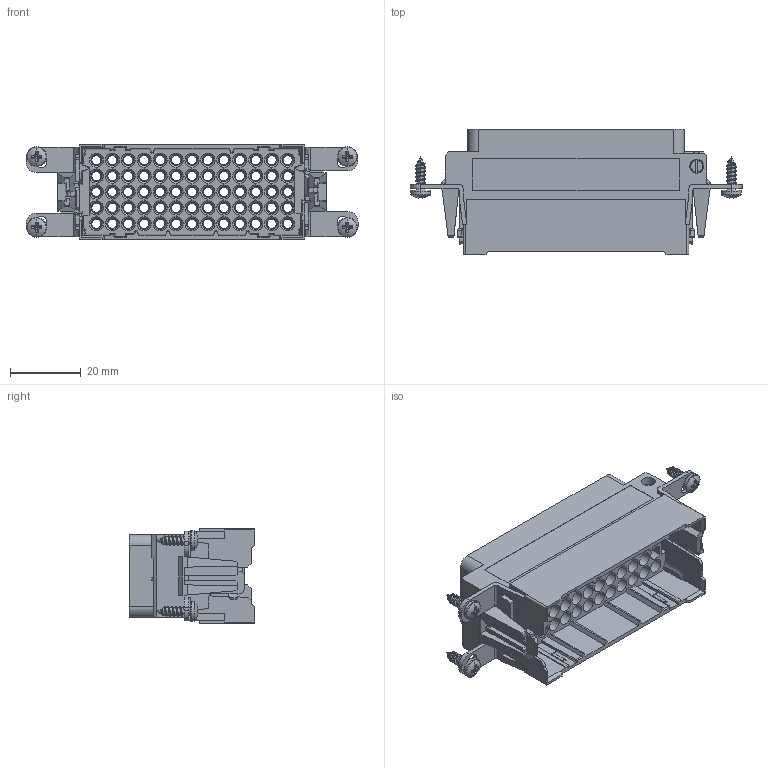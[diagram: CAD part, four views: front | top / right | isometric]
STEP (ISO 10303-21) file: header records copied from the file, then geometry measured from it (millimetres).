
FILE_DESCRIPTION(('Creo Elements/Direct Modeling STEP Export'),'2;1');
FILE_NAME('model.stp','2020-10-30T 6:58:31',(''),(''),'Creo Elements/Direct Modeling STEP processor for AP214 (Solid Model)','Creo Elements/Direct Modeling 20.1A 29-Sep-2018 (C) Parametric Technology GmbH','');
FILE_SCHEMA(('AUTOMOTIVE_DESIGN { 1 0 10303 214 1 1 1 1 }'));
Length unit declared in the file: millimetre
Products named in the file (3): SCHR.BLECH-DIN7981-CH2.9x9.5ZN.4; VC-D4-ST65-PE.; VC-D4-ST65-PE
Assembly tree (5 placements, depth 2):
  VC-D4-ST65-PE
    VC-D4-ST65-PE.
    SCHR.BLECH-DIN7981-CH2.9x9.5ZN.4  x4
Bounding box: 93.8 x 35.5 x 27 mm (x, y, z)
Volume: 24851.9 mm3; surface area: 28744.3 mm2
Topology: 5 solids, 5 shells, 2374 faces, 5995 edges, 3729 vertices
Faces by surface type: plane 1123, cylinder 680, cone 438, bspline 64, extrusion 33, torus 28, sphere 8
Entity records: 95735 total; most frequent: CARTESIAN_POINT 28421, ORIENTED_EDGE 10890, DIRECTION 9495, EDGE_CURVE 5445, VECTOR 3787, LINE 3754, VERTEX_POINT 3390, AXIS2_PLACEMENT_3D 2854
